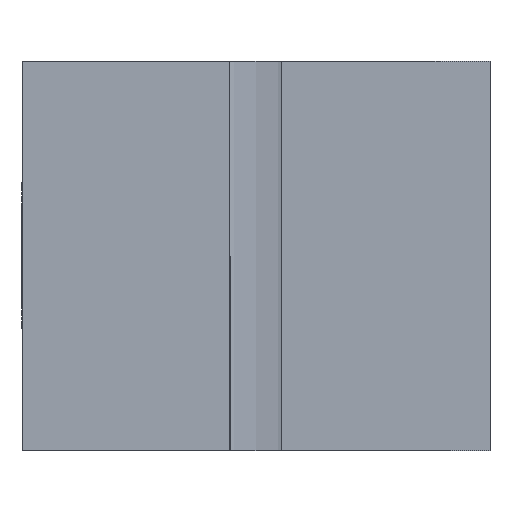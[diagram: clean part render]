
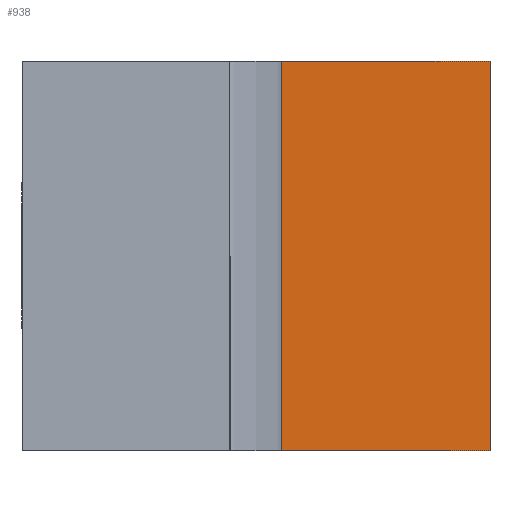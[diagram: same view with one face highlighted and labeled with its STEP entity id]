
A CAD part, left-side view. The second image highlights one B-rep face of the part: STEP entity #938.
In plain terms, the highlighted planar face has unit normal (-1, 0, 0).
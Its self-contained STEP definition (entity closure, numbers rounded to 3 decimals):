
#11 = EDGE_CURVE ( 'NONE', #867, #92, #1094, .T. ) ;
#92 = VERTEX_POINT ( 'NONE', #424 ) ;
#145 = VECTOR ( 'NONE', #384, 1000. ) ;
#150 = ORIENTED_EDGE ( 'NONE', *, *, #373, .T. ) ;
#159 = LINE ( 'NONE', #390, #704 ) ;
#174 = CARTESIAN_POINT ( 'NONE',  ( -55., -9., 7.5 ) ) ;
#218 = LINE ( 'NONE', #1426, #504 ) ;
#258 = CARTESIAN_POINT ( 'NONE',  ( -55., -1., -7.5 ) ) ;
#260 = CARTESIAN_POINT ( 'NONE',  ( -55., -9., 7.5 ) ) ;
#343 = EDGE_CURVE ( 'NONE', #891, #867, #218, .T. ) ;
#361 = ORIENTED_EDGE ( 'NONE', *, *, #11, .F. ) ;
#373 = EDGE_CURVE ( 'NONE', #891, #1427, #159, .T. ) ;
#384 = DIRECTION ( 'NONE',  ( 0., -1., 0. ) ) ;
#385 = DIRECTION ( 'NONE',  ( 0., 0., -1. ) ) ;
#390 = CARTESIAN_POINT ( 'NONE',  ( -55., -1., 7.5 ) ) ;
#413 = FACE_OUTER_BOUND ( 'NONE', #1156, .T. ) ;
#424 = CARTESIAN_POINT ( 'NONE',  ( -55., -9., -7.5 ) ) ;
#495 = CARTESIAN_POINT ( 'NONE',  ( -55., -9., -7.5 ) ) ;
#504 = VECTOR ( 'NONE', #1200, 1000. ) ;
#511 = ORIENTED_EDGE ( 'NONE', *, *, #343, .F. ) ;
#577 = ORIENTED_EDGE ( 'NONE', *, *, #1402, .T. ) ;
#704 = VECTOR ( 'NONE', #385, 1000. ) ;
#719 = AXIS2_PLACEMENT_3D ( 'NONE', #174, #1022, #900 ) ;
#837 = CARTESIAN_POINT ( 'NONE',  ( -55., -9., 7.5 ) ) ;
#867 = VERTEX_POINT ( 'NONE', #260 ) ;
#891 = VERTEX_POINT ( 'NONE', #1141 ) ;
#900 = DIRECTION ( 'NONE',  ( 0., 0., -1. ) ) ;
#938 = ADVANCED_FACE ( 'NONE', ( #413 ), #1373, .F. ) ;
#954 = DIRECTION ( 'NONE',  ( 0., 0., -1. ) ) ;
#1022 = DIRECTION ( 'NONE',  ( 1., 0., 0. ) ) ;
#1094 = LINE ( 'NONE', #837, #1335 ) ;
#1141 = CARTESIAN_POINT ( 'NONE',  ( -55., -1., 7.5 ) ) ;
#1156 = EDGE_LOOP ( 'NONE', ( #511, #150, #577, #361 ) ) ;
#1200 = DIRECTION ( 'NONE',  ( 0., -1., 0. ) ) ;
#1335 = VECTOR ( 'NONE', #954, 1000. ) ;
#1373 = PLANE ( 'NONE',  #719 ) ;
#1402 = EDGE_CURVE ( 'NONE', #1427, #92, #1474, .T. ) ;
#1426 = CARTESIAN_POINT ( 'NONE',  ( -55., -9., 7.5 ) ) ;
#1427 = VERTEX_POINT ( 'NONE', #258 ) ;
#1474 = LINE ( 'NONE', #495, #145 ) ;
